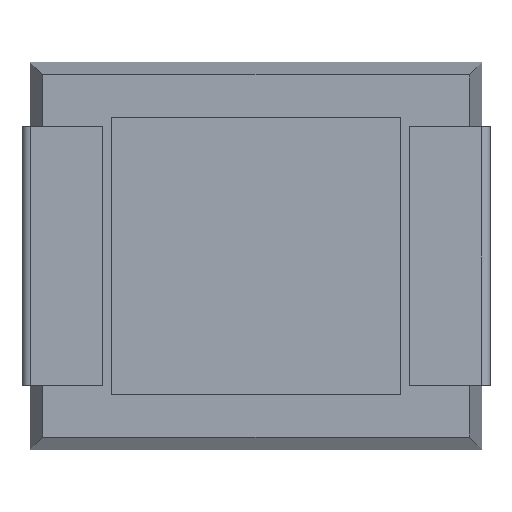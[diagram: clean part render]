
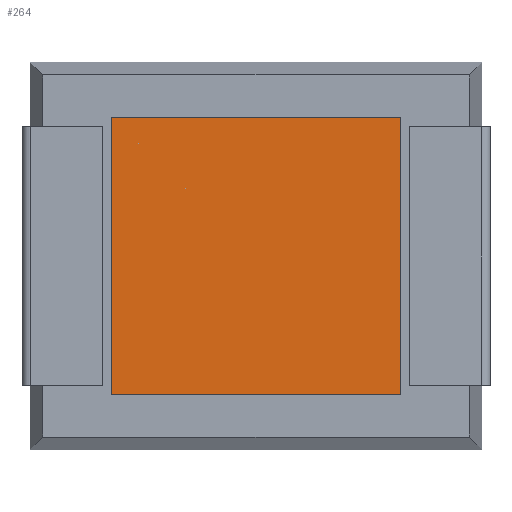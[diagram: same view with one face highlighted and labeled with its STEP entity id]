
A CAD part, front view. The second image highlights one B-rep face of the part: STEP entity #264.
In plain terms, the highlighted planar face has unit normal (0, -1, 0).
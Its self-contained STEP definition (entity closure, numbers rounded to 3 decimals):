
#19 = CARTESIAN_POINT ( 'NONE',  ( 0., -0.05, 0. ) ) ;
#64 = DIRECTION ( 'NONE',  ( 0., 0., -1. ) ) ;
#137 = ORIENTED_EDGE ( 'NONE', *, *, #3258, .T. ) ;
#156 = VECTOR ( 'NONE', #4033, 1000. ) ;
#264 = ADVANCED_FACE ( 'NONE', ( #1950 ), #1927, .T. ) ;
#379 = DIRECTION ( 'NONE',  ( 0., -1., 0. ) ) ;
#599 = CARTESIAN_POINT ( 'NONE',  ( 1.32, -0.05, -0.9 ) ) ;
#651 = CARTESIAN_POINT ( 'NONE',  ( 6.02, -0.05, -5.4 ) ) ;
#835 = VECTOR ( 'NONE', #3271, 1000. ) ;
#927 = VERTEX_POINT ( 'NONE', #2537 ) ;
#947 = EDGE_LOOP ( 'NONE', ( #2587, #137, #1844, #3919 ) ) ;
#1141 = VECTOR ( 'NONE', #1558, 1000. ) ;
#1258 = CARTESIAN_POINT ( 'NONE',  ( 1.32, -0.05, -5.4 ) ) ;
#1558 = DIRECTION ( 'NONE',  ( -1., 0., 0. ) ) ;
#1796 = LINE ( 'NONE', #599, #1141 ) ;
#1815 = DIRECTION ( 'NONE',  ( 0., 0., 1. ) ) ;
#1844 = ORIENTED_EDGE ( 'NONE', *, *, #2218, .T. ) ;
#1927 = PLANE ( 'NONE',  #2669 ) ;
#1950 = FACE_OUTER_BOUND ( 'NONE', #947, .T. ) ;
#1999 = EDGE_CURVE ( 'NONE', #3672, #4085, #3787, .T. ) ;
#2147 = CARTESIAN_POINT ( 'NONE',  ( 6.02, -0.05, -0.9 ) ) ;
#2218 = EDGE_CURVE ( 'NONE', #4010, #927, #3151, .T. ) ;
#2425 = LINE ( 'NONE', #3598, #835 ) ;
#2537 = CARTESIAN_POINT ( 'NONE',  ( 6.02, -0.05, -0.9 ) ) ;
#2587 = ORIENTED_EDGE ( 'NONE', *, *, #1999, .T. ) ;
#2669 = AXIS2_PLACEMENT_3D ( 'NONE', #19, #379, #64 ) ;
#2742 = CARTESIAN_POINT ( 'NONE',  ( 1.32, -0.05, -0.9 ) ) ;
#3131 = EDGE_CURVE ( 'NONE', #927, #3672, #1796, .T. ) ;
#3151 = LINE ( 'NONE', #2147, #3828 ) ;
#3258 = EDGE_CURVE ( 'NONE', #4085, #4010, #2425, .T. ) ;
#3271 = DIRECTION ( 'NONE',  ( 1., 0., 0. ) ) ;
#3320 = CARTESIAN_POINT ( 'NONE',  ( 1.32, -0.05, -0.9 ) ) ;
#3598 = CARTESIAN_POINT ( 'NONE',  ( 1.32, -0.05, -5.4 ) ) ;
#3672 = VERTEX_POINT ( 'NONE', #3320 ) ;
#3787 = LINE ( 'NONE', #2742, #156 ) ;
#3828 = VECTOR ( 'NONE', #1815, 1000. ) ;
#3919 = ORIENTED_EDGE ( 'NONE', *, *, #3131, .T. ) ;
#4010 = VERTEX_POINT ( 'NONE', #651 ) ;
#4033 = DIRECTION ( 'NONE',  ( 0., 0., -1. ) ) ;
#4085 = VERTEX_POINT ( 'NONE', #1258 ) ;
